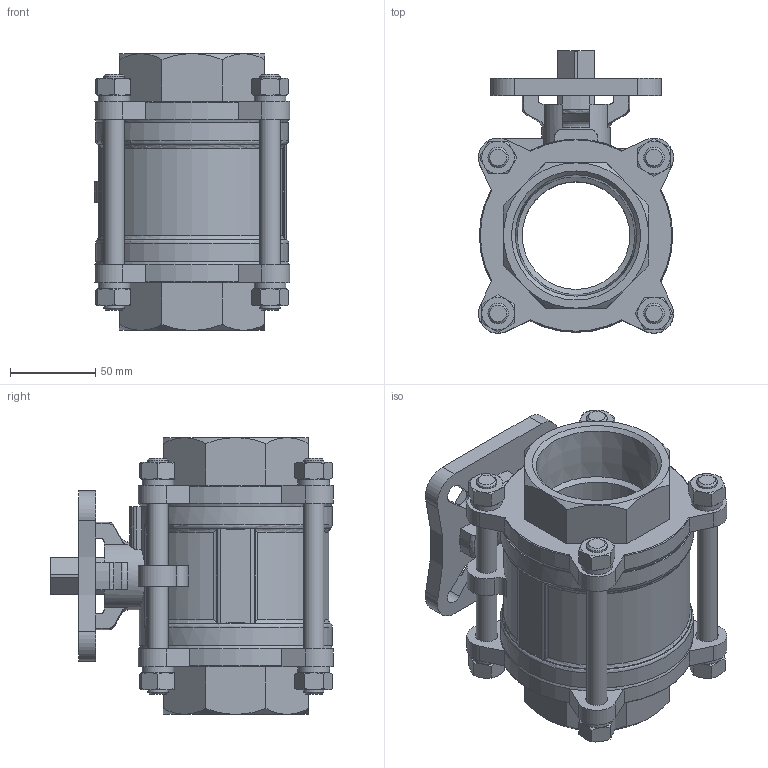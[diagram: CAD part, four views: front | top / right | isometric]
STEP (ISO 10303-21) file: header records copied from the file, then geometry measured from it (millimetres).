
FILE_DESCRIPTION(/* description */ ('STEP AP214'),/* implementation_level */ '2;1');
FILE_NAME(/* name */ '4809123_VZBE-21_2-T-63-T-2-F0710-V15V16',/* time_stamp */ '2024-09-18T01:47:17+02:00',/* author */ ('License CC BY-ND 4.0'),/* organization */ ('CADENAS'),/* preprocessor_version */ 'ST-DEVELOPER v19.3',/* originating_system */ 'PARTsolutions',/* authorisation */ ' ');
FILE_SCHEMA (('AUTOMOTIVE_DESIGN {1 0 10303 214 3 1 1}'));
Length unit declared in the file: millimetre
Products named in the file (1): 4809123 VZBE-21/2-T-63-T-2-F0710-V15V16
Bounding box: 114.17 x 165.36 x 162 mm (x, y, z)
Volume: 1022367.7 mm3; surface area: 163505.3 mm2
Topology: 1 solids, 1 shells, 504 faces, 1272 edges, 803 vertices
Faces by surface type: plane 217, cone 143, cylinder 112, torus 32
Full cylindrical faces by diameter (mm): 12 x13, 13 x8, 18.5 x8, 40 x1, 47 x1, 63 x1, 113 x1
Entity records: 15183 total; most frequent: CARTESIAN_POINT 3665, ORIENTED_EDGE 2416, DIRECTION 2268, EDGE_CURVE 1208, AXIS2_PLACEMENT_3D 911, VERTEX_POINT 789, EDGE_LOOP 615, FACE_BOUND 615
